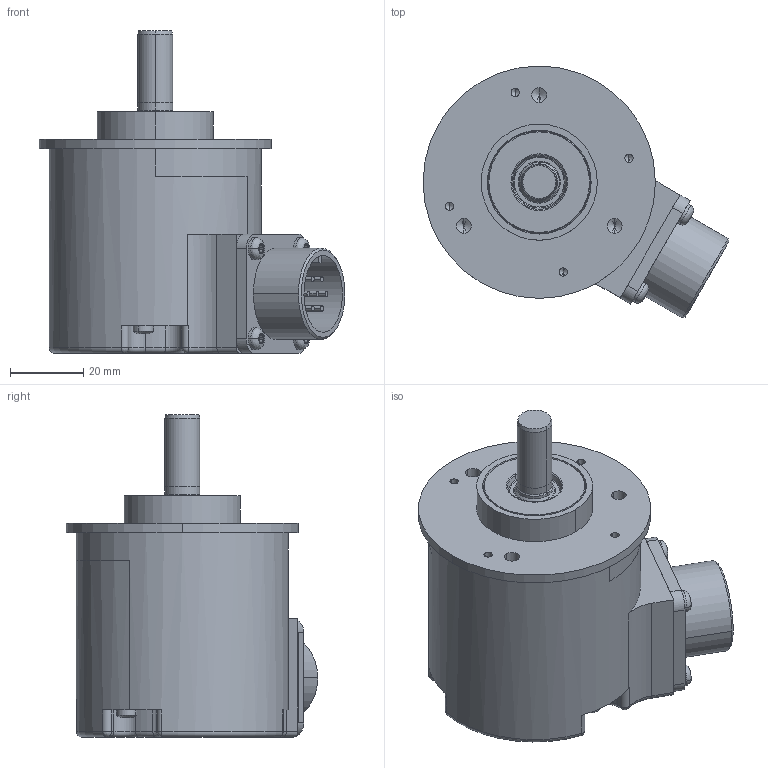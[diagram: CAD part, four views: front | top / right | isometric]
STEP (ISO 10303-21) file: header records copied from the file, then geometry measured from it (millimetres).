
FILE_DESCRIPTION((''),'2;1');
FILE_NAME('519724','2010-11-10T',('se2802'),(''),'PRO/ENGINEER BY PARAMETRIC TECHNOLOGY CORPORATION, 2010180','PRO/ENGINEER BY PARAMETRIC TECHNOLOGY CORPORATION, 2010180','');
FILE_SCHEMA(('CONFIG_CONTROL_DESIGN'));
Length unit declared in the file: millimetre
Products named in the file (1): 519724
Bounding box: 83.61 x 68.79 x 88.25 mm (x, y, z)
Volume: 174014.2 mm3; surface area: 25248.7 mm2
Topology: 1 solids, 2 shells, 1189 faces, 3183 edges, 2077 vertices
Faces by surface type: plane 523, extrusion 324, cylinder 259, torus 37, cone 26, sphere 12, bspline 8
Entity records: 40881 total; most frequent: CARTESIAN_POINT 11994, ORIENTED_EDGE 6338, DIRECTION 5244, EDGE_CURVE 3169, VERTEX_POINT 2077, VECTOR 1916, AXIS2_PLACEMENT_3D 1664, LINE 1592
